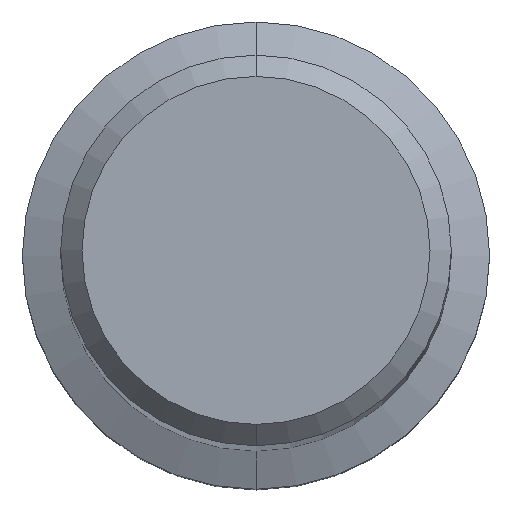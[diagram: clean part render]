
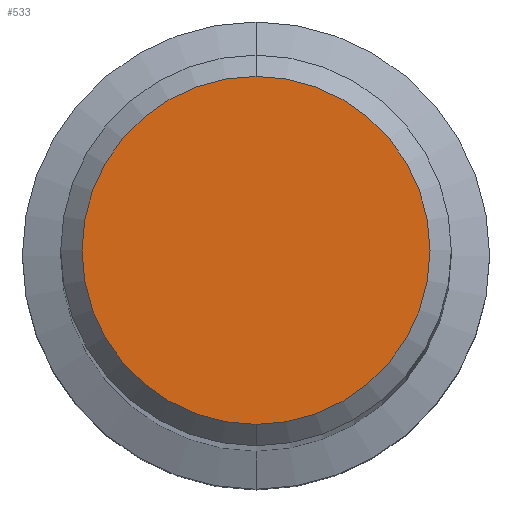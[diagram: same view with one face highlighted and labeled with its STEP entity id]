
A CAD part, top view. The second image highlights one B-rep face of the part: STEP entity #533.
In plain terms, the highlighted planar face has unit normal (0, 0, 1).
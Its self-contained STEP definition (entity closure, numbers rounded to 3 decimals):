
#245=VERTEX_POINT('',#607);
#401=EDGE_CURVE('',#413,#245,#781,.T.);
#413=VERTEX_POINT('',#793);
#449=EDGE_CURVE('',#245,#413,#831,.T.);
#533=ADVANCED_FACE('',(#924),#925,.T.);
#607=CARTESIAN_POINT('',(0.0,4.9,0.0));
#781=CIRCLE('',#1380,4.9);
#793=CARTESIAN_POINT('',(0.,-4.9,0.0));
#831=CIRCLE('',#1482,4.9);
#924=FACE_OUTER_BOUND('',#1670,.T.);
#925=PLANE('',#1671);
#1380=AXIS2_PLACEMENT_3D('',#1953,#1954,#1955);
#1482=AXIS2_PLACEMENT_3D('',#1994,#1995,#1996);
#1670=EDGE_LOOP('',(#2103,#2104));
#1671=AXIS2_PLACEMENT_3D('',#2105,#2106,#2107);
#1953=CARTESIAN_POINT('',(0.0,0.0,0.0));
#1954=DIRECTION('',(0.0,0.0,-1.0));
#1955=DIRECTION('',(0.0,1.0,0.0));
#1994=CARTESIAN_POINT('',(0.0,0.0,0.0));
#1995=DIRECTION('',(0.0,0.0,-1.0));
#1996=DIRECTION('',(0.0,1.0,0.0));
#2103=ORIENTED_EDGE('',*,*,#449,.F.);
#2104=ORIENTED_EDGE('',*,*,#401,.F.);
#2105=CARTESIAN_POINT('',(0.0,2.45,0.0));
#2106=DIRECTION('',(-0.0,0.0,1.0));
#2107=DIRECTION('',(0.0,-1.0,0.0));
